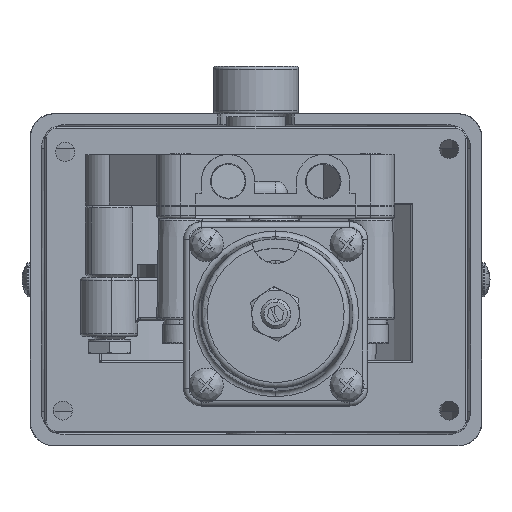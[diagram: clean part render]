
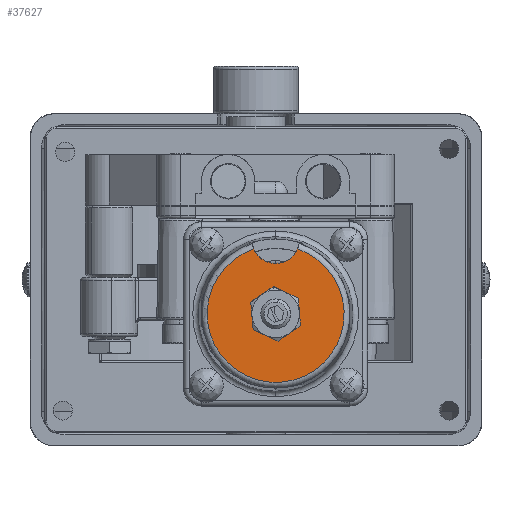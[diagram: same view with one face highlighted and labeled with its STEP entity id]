
A CAD part, front view. The second image highlights one B-rep face of the part: STEP entity #37627.
In plain terms, the highlighted planar face has unit normal (0, -1, 0).
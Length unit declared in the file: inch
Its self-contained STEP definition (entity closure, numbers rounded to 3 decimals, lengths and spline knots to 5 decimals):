
#1686 = EDGE_CURVE ( 'NONE', #22676, #50536, #8724, .T. ) ;
#3453 = DIRECTION ( 'NONE',  ( 0., 0., 1. ) ) ;
#3938 = DIRECTION ( 'NONE',  ( 0., 0., 1. ) ) ;
#4299 = EDGE_CURVE ( 'NONE', #50536, #22676, #42056, .T. ) ;
#6414 = AXIS2_PLACEMENT_3D ( 'NONE', #49025, #44429, #40345 ) ;
#6720 = CARTESIAN_POINT ( 'NONE',  ( 0.2067, 0.1, 0.77934 ) ) ;
#8036 = CARTESIAN_POINT ( 'NONE',  ( 0.2067, 0.1, 0.25 ) ) ;
#8619 = DIRECTION ( 'NONE',  ( 0., 0., 1. ) ) ;
#8724 = CIRCLE ( 'NONE', #15687, 0.25 ) ;
#11641 = CIRCLE ( 'NONE', #6414, 0.72037 ) ;
#11874 = CARTESIAN_POINT ( 'NONE',  ( -0.02379, 0.1, 0.68251 ) ) ;
#13582 = DIRECTION ( 'NONE',  ( 0., 0., 1. ) ) ;
#15429 = DIRECTION ( 'NONE',  ( 0., -1., 0. ) ) ;
#15687 = AXIS2_PLACEMENT_3D ( 'NONE', #28731, #25769, #8619 ) ;
#16513 = EDGE_CURVE ( 'NONE', #19864, #22646, #11641, .T. ) ;
#17191 = CARTESIAN_POINT ( 'NONE',  ( 0.2067, 0.1, -0.25 ) ) ;
#18183 = FACE_OUTER_BOUND ( 'NONE', #52307, .T. ) ;
#19864 = VERTEX_POINT ( 'NONE', #11874 ) ;
#22646 = VERTEX_POINT ( 'NONE', #36358 ) ;
#22676 = VERTEX_POINT ( 'NONE', #17191 ) ;
#23724 = ORIENTED_EDGE ( 'NONE', *, *, #16513, .T. ) ;
#24786 = AXIS2_PLACEMENT_3D ( 'NONE', #33205, #49204, #3453 ) ;
#25769 = DIRECTION ( 'NONE',  ( 0., -1., 0. ) ) ;
#28731 = CARTESIAN_POINT ( 'NONE',  ( 0.2067, 0.1, 0. ) ) ;
#28920 = CIRCLE ( 'NONE', #49615, 0.25 ) ;
#30333 = FACE_BOUND ( 'NONE', #39054, .T. ) ;
#31540 = ORIENTED_EDGE ( 'NONE', *, *, #1686, .F. ) ;
#32847 = EDGE_CURVE ( 'NONE', #19864, #22646, #28920, .T. ) ;
#33205 = CARTESIAN_POINT ( 'NONE',  ( 0.2067, 0.1, 0. ) ) ;
#36358 = CARTESIAN_POINT ( 'NONE',  ( 0.43719, 0.1, 0.68251 ) ) ;
#37627 = ADVANCED_FACE ( 'NONE', ( #18183, #30333 ), #42785, .T. ) ;
#39054 = EDGE_LOOP ( 'NONE', ( #31540, #40556 ) ) ;
#39238 = DIRECTION ( 'NONE',  ( 0., -1., 0. ) ) ;
#40220 = ORIENTED_EDGE ( 'NONE', *, *, #32847, .F. ) ;
#40345 = DIRECTION ( 'NONE',  ( 0., 0., 1. ) ) ;
#40556 = ORIENTED_EDGE ( 'NONE', *, *, #4299, .F. ) ;
#42056 = CIRCLE ( 'NONE', #24786, 0.25 ) ;
#42785 = PLANE ( 'NONE',  #53500 ) ;
#44429 = DIRECTION ( 'NONE',  ( 0., -1., 0. ) ) ;
#49025 = CARTESIAN_POINT ( 'NONE',  ( 0.2067, 0.1, 0. ) ) ;
#49204 = DIRECTION ( 'NONE',  ( 0., -1., 0. ) ) ;
#49615 = AXIS2_PLACEMENT_3D ( 'NONE', #6720, #15429, #3938 ) ;
#50536 = VERTEX_POINT ( 'NONE', #8036 ) ;
#50654 = CARTESIAN_POINT ( 'NONE',  ( 0.2067, 0.1, 0. ) ) ;
#52307 = EDGE_LOOP ( 'NONE', ( #40220, #23724 ) ) ;
#53500 = AXIS2_PLACEMENT_3D ( 'NONE', #50654, #39238, #13582 ) ;
